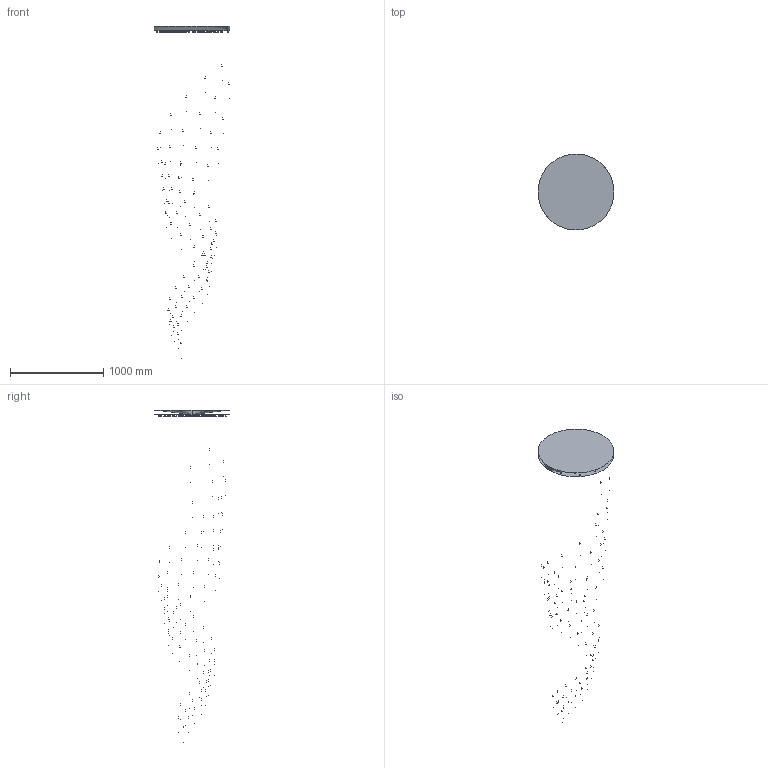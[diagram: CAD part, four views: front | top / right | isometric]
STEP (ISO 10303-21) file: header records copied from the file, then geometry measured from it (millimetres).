
FILE_DESCRIPTION(/* description */ (''),/* implementation_level */ '2;1');
FILE_NAME(/* name */ 'Loci_Swirl72_Candle_3D_mm',/* time_stamp */ '2025-10-08T14:09:54-07:00',/* author */ (''),/* organization */ (''),/* preprocessor_version */ 'ST-DEVELOPER v16.5',/* originating_system */ '',/* authorisation */ '');
FILE_SCHEMA (('AUTOMOTIVE_DESIGN'));
Products named in the file (1): Document
Bounding box: 812.8 x 811.33 x 3551.6 mm (x, y, z)
Volume: 32523417.3 mm3; surface area: 3229890.7 mm2
Topology: 290 solids, 290 shells, 2815 faces, 6565 edges, 4256 vertices
Faces by surface type: bspline 1661, plane 1154
Entity records: 137216 total; most frequent: CARTESIAN_POINT 94977, ORIENTED_EDGE 12982, EDGE_CURVE 6491, VERTEX_POINT 4256, ADVANCED_FACE 2815, FACE_OUTER_BOUND 2815, EDGE_LOOP 2815, B_SPLINE_CURVE_WITH_KNOTS 2592
